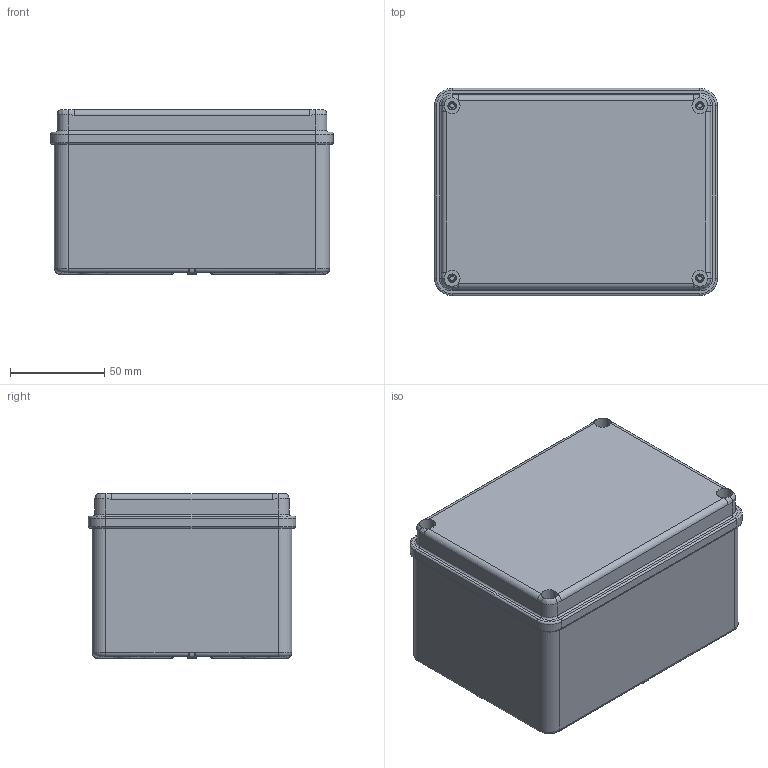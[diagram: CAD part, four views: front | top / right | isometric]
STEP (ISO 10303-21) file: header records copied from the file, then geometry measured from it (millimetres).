
FILE_DESCRIPTION (( 'STEP AP214' ), '1' );
FILE_NAME ('UKF20-150-110-085-4-6-09.STEP', '2021-12-08T13:57:37', ( '' ), ( '' ), 'SwSTEP 2.0', 'SolidWorks 2021', '' );
FILE_SCHEMA (( 'AUTOMOTIVE_DESIGN' ));
Length unit declared in the file: millimetre
Products named in the file (1): UKF20-150-110-085-4-6-09
Bounding box: 150 x 110 x 87.5 mm (x, y, z)
Volume: 152912 mm3; surface area: 170416.1 mm2
Topology: 2 solids, 2 shells, 646 faces, 1583 edges, 950 vertices
Faces by surface type: cylinder 307, plane 219, torus 84, bspline 20, sphere 16
Entity records: 21000 total; most frequent: CARTESIAN_POINT 5624, DIRECTION 3411, ORIENTED_EDGE 3118, EDGE_CURVE 1559, AXIS2_PLACEMENT_3D 1305, VERTEX_POINT 950, VECTOR 801, LINE 801
